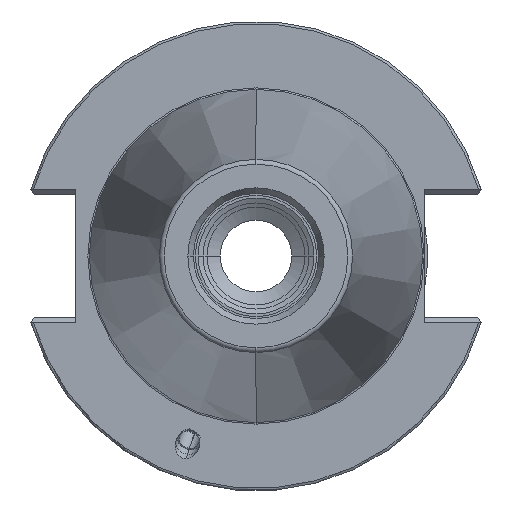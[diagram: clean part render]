
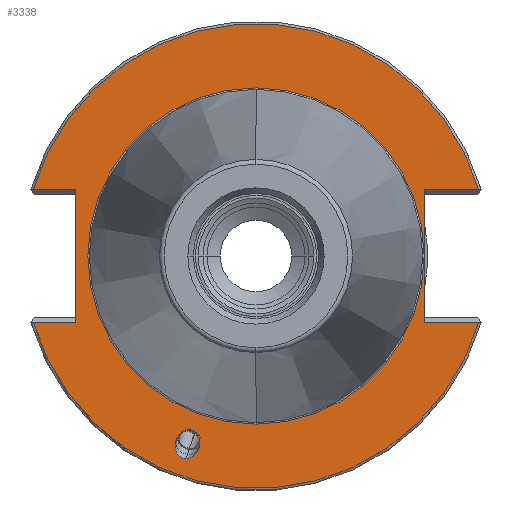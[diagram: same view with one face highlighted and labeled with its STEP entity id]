
A CAD part, left-side view. The second image highlights one B-rep face of the part: STEP entity #3338.
In plain terms, the highlighted planar face has unit normal (-1, 0, 0).
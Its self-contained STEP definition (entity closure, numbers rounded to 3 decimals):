
#966=CARTESIAN_POINT('',(3.15,0.,0.));
#967=DIRECTION('',(1.,0.,0.));
#968=DIRECTION('',(0.,0.,1.));
#969=AXIS2_PLACEMENT_3D('',#966,#967,#968);
#971=CARTESIAN_POINT('',(3.15,0.,0.));
#972=DIRECTION('',(1.,0.,0.));
#973=DIRECTION('',(0.,0.,-1.));
#974=AXIS2_PLACEMENT_3D('',#971,#972,#973);
#976=DIRECTION('',(0.,-1.,0.));
#977=VECTOR('',#976,11.366);
#978=CARTESIAN_POINT('',(3.15,-35.306,13.95));
#979=LINE('',#978,#977);
#980=DIRECTION('',(0.,1.,0.));
#981=VECTOR('',#980,11.366);
#982=CARTESIAN_POINT('',(3.15,-46.672,-13.95));
#983=LINE('',#982,#981);
#984=DIRECTION('',(0.,1.,0.));
#985=VECTOR('',#984,8.953);
#986=CARTESIAN_POINT('',(3.15,37.719,-13.95));
#987=LINE('',#986,#985);
#988=DIRECTION('',(0.,-1.,0.));
#989=VECTOR('',#988,8.953);
#990=CARTESIAN_POINT('',(3.15,46.672,13.95));
#991=LINE('',#990,#989);
#992=CARTESIAN_POINT('',(3.15,14.694,-42.46));
#993=CARTESIAN_POINT('',(3.15,14.994,-42.46));
#994=CARTESIAN_POINT('',(3.15,15.629,-42.331));
#995=CARTESIAN_POINT('',(3.15,16.461,-41.648));
#996=CARTESIAN_POINT('',(3.15,16.927,-40.574));
#997=CARTESIAN_POINT('',(3.15,16.969,-39.467));
#998=CARTESIAN_POINT('',(3.15,16.684,-38.36));
#999=CARTESIAN_POINT('',(3.15,15.982,-37.286));
#1000=CARTESIAN_POINT('',(3.15,14.999,-36.603));
#1001=CARTESIAN_POINT('',(3.15,14.336,-36.474));
#1002=CARTESIAN_POINT('',(3.15,14.036,-36.474));
#1004=CARTESIAN_POINT('',(3.15,14.036,-36.474));
#1005=CARTESIAN_POINT('',(3.15,13.735,-36.474));
#1006=CARTESIAN_POINT('',(3.15,13.1,-36.603));
#1007=CARTESIAN_POINT('',(3.15,12.268,-37.286));
#1008=CARTESIAN_POINT('',(3.15,11.802,-38.36));
#1009=CARTESIAN_POINT('',(3.15,11.761,-39.467));
#1010=CARTESIAN_POINT('',(3.15,12.046,-40.574));
#1011=CARTESIAN_POINT('',(3.15,12.748,-41.648));
#1012=CARTESIAN_POINT('',(3.15,13.73,-42.331));
#1013=CARTESIAN_POINT('',(3.15,14.393,-42.46));
#1014=CARTESIAN_POINT('',(3.15,14.694,-42.46));
#1059=CARTESIAN_POINT('',(3.15,0.,0.));
#1060=DIRECTION('',(-1.,0.,0.));
#1061=DIRECTION('',(0.,-0.958,0.286));
#1062=AXIS2_PLACEMENT_3D('',#1059,#1060,#1061);
#1101=CARTESIAN_POINT('',(3.15,0.,0.));
#1102=DIRECTION('',(-1.,0.,0.));
#1103=DIRECTION('',(0.,0.958,-0.286));
#1104=AXIS2_PLACEMENT_3D('',#1101,#1102,#1103);
#1196=CARTESIAN_POINT('',(3.15,-46.672,-13.95));
#1215=DIRECTION('',(0.,0.,1.));
#1216=VECTOR('',#1215,27.9);
#1217=CARTESIAN_POINT('',(3.15,-35.306,-13.95));
#1218=LINE('',#1217,#1216);
#1328=DIRECTION('',(0.,0.,-1.));
#1329=VECTOR('',#1328,27.9);
#1330=CARTESIAN_POINT('',(3.15,37.719,13.95));
#1331=LINE('',#1330,#1329);
#1449=CARTESIAN_POINT('',(3.15,-46.672,13.95));
#1618=CARTESIAN_POINT('',(3.15,46.672,13.95));
#1634=CARTESIAN_POINT('',(3.15,46.672,-13.95));
#1694=CARTESIAN_POINT('',(3.15,0.,35.225));
#1695=CARTESIAN_POINT('',(3.15,0.,-35.225));
#1696=VERTEX_POINT('',#1694);
#1697=VERTEX_POINT('',#1695);
#1728=CARTESIAN_POINT('',(3.15,37.719,-13.95));
#1729=VERTEX_POINT('',#1728);
#1730=CARTESIAN_POINT('',(3.15,37.719,13.95));
#1731=VERTEX_POINT('',#1730);
#1732=CARTESIAN_POINT('',(3.15,-35.306,-13.95));
#1733=VERTEX_POINT('',#1732);
#1734=CARTESIAN_POINT('',(3.15,-35.306,13.95));
#1735=VERTEX_POINT('',#1734);
#1794=VERTEX_POINT('',#1634);
#1795=VERTEX_POINT('',#1196);
#1800=VERTEX_POINT('',#1449);
#1801=VERTEX_POINT('',#1618);
#1852=VERTEX_POINT('',#992);
#1853=VERTEX_POINT('',#1002);
#3304=CARTESIAN_POINT('',(3.15,0.,0.));
#3305=DIRECTION('',(1.,0.,0.));
#3306=DIRECTION('',(0.,0.,1.));
#3307=AXIS2_PLACEMENT_3D('',#3304,#3305,#3306);
#3308=PLANE('',#3307);
#3310=ORIENTED_EDGE('',*,*,#3309,.F.);
#3312=ORIENTED_EDGE('',*,*,#3311,.F.);
#3314=ORIENTED_EDGE('',*,*,#3313,.F.);
#3316=ORIENTED_EDGE('',*,*,#3315,.F.);
#3318=ORIENTED_EDGE('',*,*,#3317,.F.);
#3320=ORIENTED_EDGE('',*,*,#3319,.F.);
#3322=ORIENTED_EDGE('',*,*,#3321,.F.);
#3324=ORIENTED_EDGE('',*,*,#3323,.F.);
#3325=EDGE_LOOP('',(#3310,#3312,#3314,#3316,#3318,#3320,#3322,#3324));
#3326=FACE_OUTER_BOUND('',#3325,.F.);
#3328=ORIENTED_EDGE('',*,*,#3327,.F.);
#3330=ORIENTED_EDGE('',*,*,#3329,.F.);
#3331=EDGE_LOOP('',(#3328,#3330));
#3332=FACE_BOUND('',#3331,.F.);
#3333=ORIENTED_EDGE('',*,*,#3294,.F.);
#3335=ORIENTED_EDGE('',*,*,#3334,.F.);
#3336=EDGE_LOOP('',(#3333,#3335));
#3337=FACE_BOUND('',#3336,.F.);
#3338=ADVANCED_FACE('',(#3326,#3332,#3337),#3308,.F.);
#970=CIRCLE('',#969,35.225);
#975=CIRCLE('',#974,35.225);
#1003=B_SPLINE_CURVE_WITH_KNOTS('',3,(#992,#993,#994,#995,#996,#997,#998,#999,
#1000,#1001,#1002),.UNSPECIFIED.,.F.,.F.,(4,1,1,1,1,1,1,1,4),(0.,0.125,
0.25,0.375,0.5,0.625,0.75,0.875,1.),.UNSPECIFIED.);
#1015=B_SPLINE_CURVE_WITH_KNOTS('',3,(#1004,#1005,#1006,#1007,#1008,#1009,#1010,
#1011,#1012,#1013,#1014),.UNSPECIFIED.,.F.,.F.,(4,1,1,1,1,1,1,1,4),(0.,
0.125,0.25,0.375,0.5,0.625,0.75,0.875,1.),.UNSPECIFIED.);
#1063=CIRCLE('',#1062,48.713);
#1105=CIRCLE('',#1104,48.713);
#3294=EDGE_CURVE('',#1852,#1853,#1003,.T.);
#3309=EDGE_CURVE('',#1800,#1801,#1063,.T.);
#3311=EDGE_CURVE('',#1735,#1800,#979,.T.);
#3313=EDGE_CURVE('',#1733,#1735,#1218,.T.);
#3315=EDGE_CURVE('',#1795,#1733,#983,.T.);
#3317=EDGE_CURVE('',#1794,#1795,#1105,.T.);
#3319=EDGE_CURVE('',#1729,#1794,#987,.T.);
#3321=EDGE_CURVE('',#1731,#1729,#1331,.T.);
#3323=EDGE_CURVE('',#1801,#1731,#991,.T.);
#3327=EDGE_CURVE('',#1696,#1697,#970,.T.);
#3329=EDGE_CURVE('',#1697,#1696,#975,.T.);
#3334=EDGE_CURVE('',#1853,#1852,#1015,.T.);
